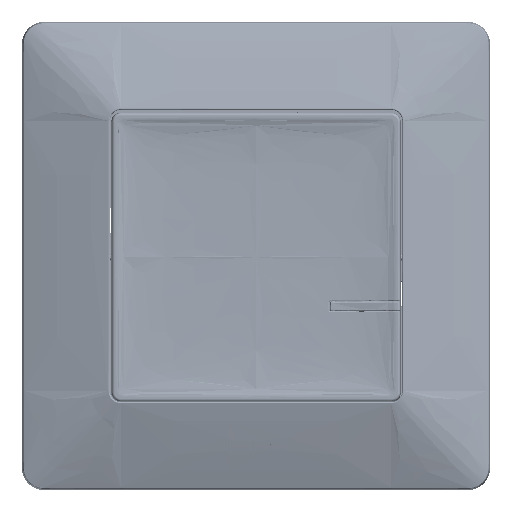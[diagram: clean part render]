
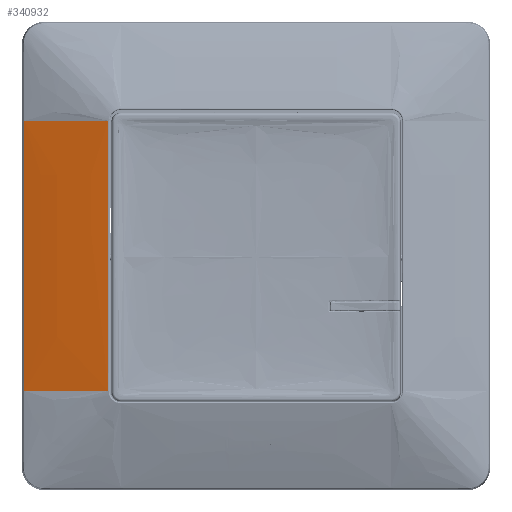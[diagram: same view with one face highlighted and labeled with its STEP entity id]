
A CAD part, top view. The second image highlights one B-rep face of the part: STEP entity #340932.
In plain terms, the highlighted face is a extrusion surface.
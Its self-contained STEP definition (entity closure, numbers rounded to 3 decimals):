
#330295=CARTESIAN_POINT('Vertex',(-42.809,-24.559,76.445)) ;
#330551=CARTESIAN_POINT('Vertex',(-42.809,25.041,76.445)) ;
#330617=CARTESIAN_POINT('Line Origine',(-42.809,0.241,76.445)) ;
#340771=CARTESIAN_POINT('Vertex',(-27.366,-24.559,81.324)) ;
#340775=CARTESIAN_POINT('Control Point',(-27.366,-24.559,81.324)) ;
#340776=CARTESIAN_POINT('Control Point',(-30.702,-24.559,80.433)) ;
#340777=CARTESIAN_POINT('Control Point',(-33.822,-24.559,79.531)) ;
#340778=CARTESIAN_POINT('Control Point',(-36.738,-24.559,78.58)) ;
#340779=CARTESIAN_POINT('Control Point',(-39.788,-24.559,77.52)) ;
#340780=CARTESIAN_POINT('Control Point',(-42.809,-24.559,76.445)) ;
#340867=CARTESIAN_POINT('Control Point',(-27.366,25.041,81.324)) ;
#340868=CARTESIAN_POINT('Control Point',(-30.702,25.041,80.433)) ;
#340869=CARTESIAN_POINT('Control Point',(-33.822,25.041,79.531)) ;
#340870=CARTESIAN_POINT('Control Point',(-36.738,25.041,78.58)) ;
#340871=CARTESIAN_POINT('Control Point',(-39.788,25.041,77.52)) ;
#340872=CARTESIAN_POINT('Control Point',(-42.809,25.041,76.445)) ;
#340873=CARTESIAN_POINT('Vertex',(-27.366,25.041,81.324)) ;
#340912=CARTESIAN_POINT('Control Point',(-27.366,-24.559,81.324)) ;
#340913=CARTESIAN_POINT('Control Point',(-30.702,-24.559,80.433)) ;
#340914=CARTESIAN_POINT('Control Point',(-33.822,-24.559,79.531)) ;
#340915=CARTESIAN_POINT('Control Point',(-36.738,-24.559,78.58)) ;
#340916=CARTESIAN_POINT('Control Point',(-39.788,-24.559,77.52)) ;
#340917=CARTESIAN_POINT('Control Point',(-42.809,-24.559,76.445)) ;
#340921=CARTESIAN_POINT('Line Origine',(-27.366,0.241,81.324)) ;
#330618=DIRECTION('Vector Direction',(0.,1.,0.)) ;
#340918=DIRECTION('Vector Direction',(0.,1.,0.)) ;
#340922=DIRECTION('Vector Direction',(0.,1.,0.)) ;
#330619=VECTOR('Line Direction',#330618,1.) ;
#340919=VECTOR('Extrusion Surface Vector',#340918,1.) ;
#340923=VECTOR('Line Direction',#340922,1.) ;
#340927=ORIENTED_EDGE('',*,*,#340925,.T.) ;
#340928=ORIENTED_EDGE('',*,*,#340875,.T.) ;
#340929=ORIENTED_EDGE('',*,*,#330621,.F.) ;
#340930=ORIENTED_EDGE('',*,*,#340781,.F.) ;
#340932=ADVANCED_FACE('T001124_A .1\\ED03860_A-MOD-1.CATPart.1\\PLAQUE',(#340931),#340920,.F.) ;
#340774=B_SPLINE_CURVE_WITH_KNOTS('',5,(#340775,#340776,#340777,#340778,#340779,#340780),.UNSPECIFIED.,.F.,.U.,(6,6),(0.301,16.682),.UNSPECIFIED.) ;
#340866=B_SPLINE_CURVE_WITH_KNOTS('',5,(#340867,#340868,#340869,#340870,#340871,#340872),.UNSPECIFIED.,.F.,.U.,(6,6),(0.301,16.682),.UNSPECIFIED.) ;
#340911=B_SPLINE_CURVE_WITH_KNOTS('',5,(#340912,#340913,#340914,#340915,#340916,#340917),.UNSPECIFIED.,.F.,.U.,(6,6),(0.301,16.682),.UNSPECIFIED.) ;
#330621=EDGE_CURVE('',#330296,#330552,#330620,.T.) ;
#340781=EDGE_CURVE('',#340772,#330296,#340774,.T.) ;
#340875=EDGE_CURVE('',#340874,#330552,#340866,.T.) ;
#340925=EDGE_CURVE('',#340772,#340874,#340924,.T.) ;
#340926=EDGE_LOOP('',(#340927,#340928,#340929,#340930)) ;
#340931=FACE_OUTER_BOUND('',#340926,.T.) ;
#330620=LINE('Line',#330617,#330619) ;
#340924=LINE('Line',#340921,#340923) ;
#340920=SURFACE_OF_LINEAR_EXTRUSION('generated tabulated cylinder',#340911,#340919) ;
#330296=VERTEX_POINT('',#330295) ;
#330552=VERTEX_POINT('',#330551) ;
#340772=VERTEX_POINT('',#340771) ;
#340874=VERTEX_POINT('',#340873) ;
